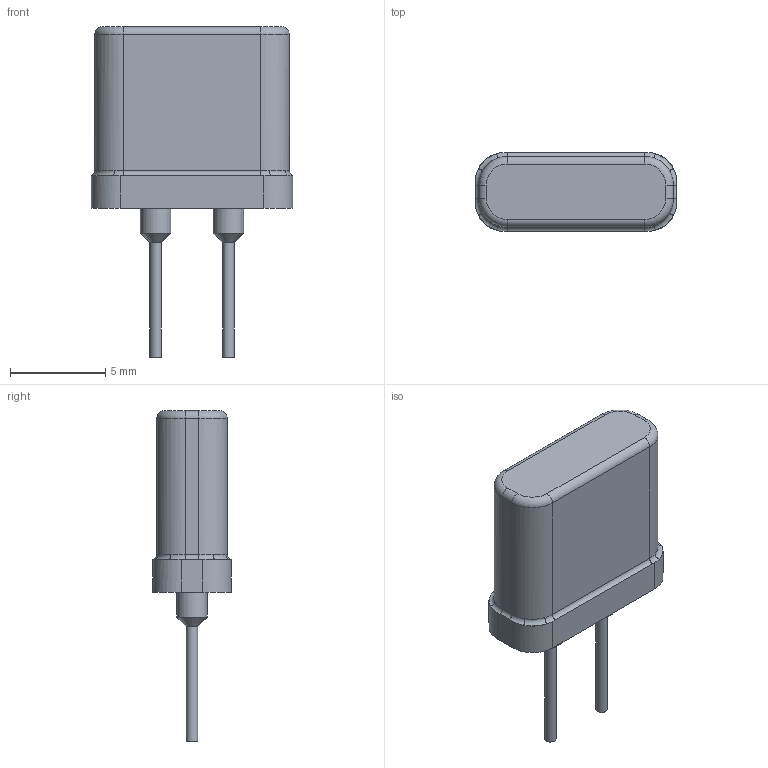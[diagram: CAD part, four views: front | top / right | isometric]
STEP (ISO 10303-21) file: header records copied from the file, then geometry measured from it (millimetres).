
FILE_DESCRIPTION(/* description */ ('','CAx-IF Rec.Pracs.---Representation and Presentation of Product Manufacturing Information (PMI)---4.0---2014-10-13'),/* implementation_level */ '2;1');
FILE_NAME(/* name */ 'VHP203-MetalFoil.step',/* time_stamp */ '2025-03-17T16:11:45+08:00',/* author */ (''),/* organization */ (''),/* preprocessor_version */ 'ST-DEVELOPER v20',/* originating_system */ 'Autodesk Translation Framework v13.20.0.188',/* authorisation */ '');
FILE_SCHEMA (('AP242_MANAGED_MODEL_BASED_3D_ENGINEERING_MIM_LF { 1 0 10303 442 1 1 4 }'));
Length unit declared in the file: millimetre
Products named in the file (2): VHP203-MetalFoil; 零部件1
Assembly tree (1 placements, depth 2):
  VHP203-MetalFoil
    零部件1
Bounding box: 10.54 x 4.12 x 17.3 mm (x, y, z)
Volume: 718 mm3; surface area: 718.7 mm2
Topology: 4 solids, 4 shells, 110 faces, 244 edges, 144 vertices
Faces by surface type: cylinder 40, plane 34, torus 32, cone 4
Full cylindrical faces by diameter (mm): 0.6 x4, 1.6 x4
Entity records: 3151 total; most frequent: CARTESIAN_POINT 629, DIRECTION 566, ORIENTED_EDGE 488, EDGE_CURVE 244, AXIS2_PLACEMENT_3D 241, VERTEX_POINT 144, CIRCLE 128, EDGE_LOOP 112
